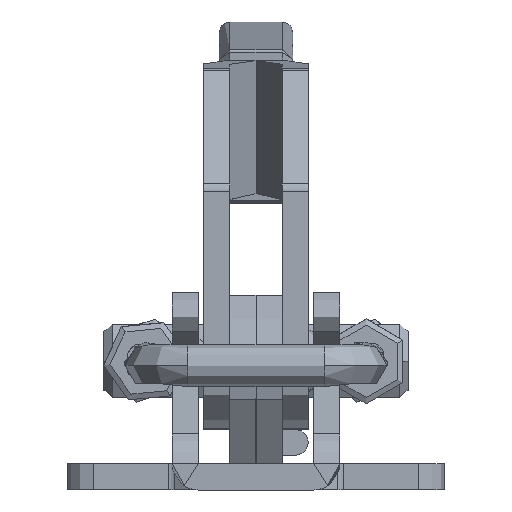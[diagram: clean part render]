
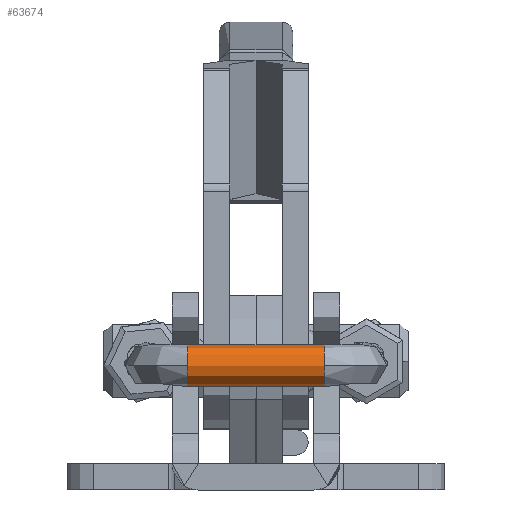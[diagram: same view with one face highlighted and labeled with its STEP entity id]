
A CAD part, left-side view. The second image highlights one B-rep face of the part: STEP entity #63674.
In plain terms, the highlighted cylindrical face has radius 2 mm (diameter 4 mm), a partial arc.
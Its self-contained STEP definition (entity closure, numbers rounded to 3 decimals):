
#615 = CIRCLE ( 'NONE', #40578, 2. ) ;
#774 = ORIENTED_EDGE ( 'NONE', *, *, #3506, .F. ) ;
#782 = CARTESIAN_POINT ( 'NONE',  ( -90., -4., 0. ) ) ;
#876 = CARTESIAN_POINT ( 'NONE',  ( -90., -17., -2. ) ) ;
#2425 = CARTESIAN_POINT ( 'NONE',  ( -90., -4., 2. ) ) ;
#2788 = ORIENTED_EDGE ( 'NONE', *, *, #55416, .T. ) ;
#3506 = EDGE_CURVE ( 'NONE', #20032, #16803, #23941, .T. ) ;
#3952 = ORIENTED_EDGE ( 'NONE', *, *, #51179, .T. ) ;
#4128 = DIRECTION ( 'NONE',  ( 0., 0., -1. ) ) ;
#4257 = CYLINDRICAL_SURFACE ( 'NONE', #19939, 2. ) ;
#6722 = ORIENTED_EDGE ( 'NONE', *, *, #44027, .F. ) ;
#6994 = EDGE_CURVE ( 'NONE', #20334, #38087, #18182, .T. ) ;
#9551 = LINE ( 'NONE', #2425, #62109 ) ;
#9750 = CARTESIAN_POINT ( 'NONE',  ( -90., -17., 2. ) ) ;
#14625 = VERTEX_POINT ( 'NONE', #33765 ) ;
#15240 = DIRECTION ( 'NONE',  ( 0., -1., 0. ) ) ;
#15883 = CARTESIAN_POINT ( 'NONE',  ( -90., -4., 0. ) ) ;
#16803 = VERTEX_POINT ( 'NONE', #30324 ) ;
#17303 = AXIS2_PLACEMENT_3D ( 'NONE', #15883, #51431, #20984 ) ;
#18182 = CIRCLE ( 'NONE', #19509, 2. ) ;
#19188 = ORIENTED_EDGE ( 'NONE', *, *, #32879, .F. ) ;
#19509 = AXIS2_PLACEMENT_3D ( 'NONE', #65144, #34580, #4128 ) ;
#19939 = AXIS2_PLACEMENT_3D ( 'NONE', #782, #51903, #51683 ) ;
#20032 = VERTEX_POINT ( 'NONE', #62816 ) ;
#20114 = CARTESIAN_POINT ( 'NONE',  ( -90., -4., -2. ) ) ;
#20334 = VERTEX_POINT ( 'NONE', #876 ) ;
#20984 = DIRECTION ( 'NONE',  ( 0., 0., -1. ) ) ;
#22570 = CARTESIAN_POINT ( 'NONE',  ( -92., -17., 0. ) ) ;
#23941 = CIRCLE ( 'NONE', #17303, 2. ) ;
#28933 = CARTESIAN_POINT ( 'NONE',  ( -90., -17., 0. ) ) ;
#28971 = DIRECTION ( 'NONE',  ( 0., 1., 0. ) ) ;
#30324 = CARTESIAN_POINT ( 'NONE',  ( -92., -4., 0. ) ) ;
#32846 = DIRECTION ( 'NONE',  ( 0., -1., 0. ) ) ;
#32879 = EDGE_CURVE ( 'NONE', #16803, #14625, #615, .T. ) ;
#33765 = CARTESIAN_POINT ( 'NONE',  ( -90., -4., 2. ) ) ;
#34047 = DIRECTION ( 'NONE',  ( 0., 0., -1. ) ) ;
#34461 = AXIS2_PLACEMENT_3D ( 'NONE', #28933, #64611, #34047 ) ;
#34580 = DIRECTION ( 'NONE',  ( 0., 1., 0. ) ) ;
#34817 = VERTEX_POINT ( 'NONE', #9750 ) ;
#37360 = LINE ( 'NONE', #20114, #62908 ) ;
#38087 = VERTEX_POINT ( 'NONE', #22570 ) ;
#40578 = AXIS2_PLACEMENT_3D ( 'NONE', #59493, #28971, #64644 ) ;
#44027 = EDGE_CURVE ( 'NONE', #14625, #34817, #9551, .T. ) ;
#46047 = ORIENTED_EDGE ( 'NONE', *, *, #6994, .T. ) ;
#48444 = EDGE_LOOP ( 'NONE', ( #6722, #19188, #774, #2788, #46047, #3952 ) ) ;
#48956 = FACE_OUTER_BOUND ( 'NONE', #48444, .T. ) ;
#51179 = EDGE_CURVE ( 'NONE', #38087, #34817, #51983, .T. ) ;
#51431 = DIRECTION ( 'NONE',  ( 0., 1., 0. ) ) ;
#51683 = DIRECTION ( 'NONE',  ( 0., 0., -1. ) ) ;
#51903 = DIRECTION ( 'NONE',  ( 0., -1., 0. ) ) ;
#51983 = CIRCLE ( 'NONE', #34461, 2. ) ;
#55416 = EDGE_CURVE ( 'NONE', #20032, #20334, #37360, .T. ) ;
#59493 = CARTESIAN_POINT ( 'NONE',  ( -90., -4., 0. ) ) ;
#62109 = VECTOR ( 'NONE', #32846, 1000. ) ;
#62816 = CARTESIAN_POINT ( 'NONE',  ( -90., -4., -2. ) ) ;
#62908 = VECTOR ( 'NONE', #15240, 1000. ) ;
#63674 = ADVANCED_FACE ( 'NONE', ( #48956 ), #4257, .T. ) ;
#64611 = DIRECTION ( 'NONE',  ( 0., 1., 0. ) ) ;
#64644 = DIRECTION ( 'NONE',  ( 0., 0., -1. ) ) ;
#65144 = CARTESIAN_POINT ( 'NONE',  ( -90., -17., 0. ) ) ;
